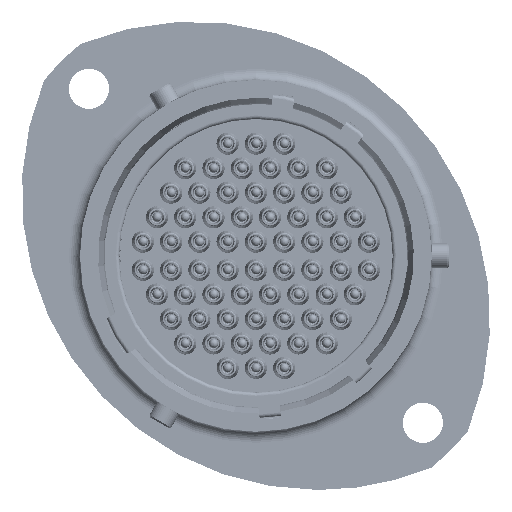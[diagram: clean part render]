
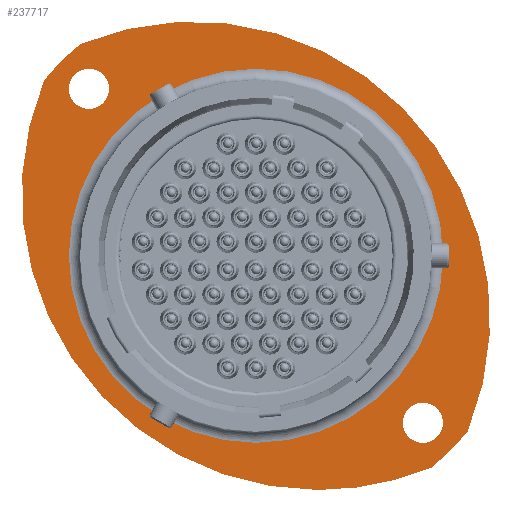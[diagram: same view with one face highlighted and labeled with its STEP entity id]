
A CAD part, left-side view. The second image highlights one B-rep face of the part: STEP entity #237717.
In plain terms, the highlighted planar face has unit normal (-1, 0, 0).
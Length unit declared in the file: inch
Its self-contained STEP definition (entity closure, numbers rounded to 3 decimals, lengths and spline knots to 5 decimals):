
#1000 = DIRECTION ( 'NONE',  ( 0., 0., -1. ) ) ;
#11088 = ORIENTED_EDGE ( 'NONE', *, *, #94414, .T. ) ;
#17139 = CIRCLE ( 'NONE', #144991, 0.06398 ) ;
#19836 = VERTEX_POINT ( 'NONE', #64510 ) ;
#21301 = CIRCLE ( 'NONE', #255501, 0.94488 ) ;
#26400 = CARTESIAN_POINT ( 'NONE',  ( 0.62913, -0.55865, -0.67473 ) ) ;
#30945 = FACE_BOUND ( 'NONE', #222568, .T. ) ;
#34677 = CARTESIAN_POINT ( 'NONE',  ( 0.62913, -0.19905, 0.19905 ) ) ;
#35892 = CARTESIAN_POINT ( 'NONE',  ( 0.62913, 0., 0. ) ) ;
#42600 = CARTESIAN_POINT ( 'NONE',  ( 0.62913, -0.19905, -0.74583 ) ) ;
#46696 = CIRCLE ( 'NONE', #231556, 0.59567 ) ;
#48787 = DIRECTION ( 'NONE',  ( -1., 0., 0. ) ) ;
#54772 = CARTESIAN_POINT ( 'NONE',  ( 0.62913, -0.53172, -0.53172 ) ) ;
#55045 = DIRECTION ( 'NONE',  ( 0., 0., -1. ) ) ;
#56264 = DIRECTION ( 'NONE',  ( 0., 0., 1. ) ) ;
#56323 = CARTESIAN_POINT ( 'NONE',  ( 0.62913, 0.53172, 0.53172 ) ) ;
#60475 = CARTESIAN_POINT ( 'NONE',  ( 0.62913, 0., 0. ) ) ;
#64510 = CARTESIAN_POINT ( 'NONE',  ( 0.62913, -0.67473, -0.55865 ) ) ;
#64722 = AXIS2_PLACEMENT_3D ( 'NONE', #203769, #82428, #224200 ) ;
#67911 = DIRECTION ( 'NONE',  ( 1., 0., 0. ) ) ;
#70395 = EDGE_CURVE ( 'NONE', #248196, #243348, #46696, .T. ) ;
#75099 = DIRECTION ( 'NONE',  ( 0., 0., -1. ) ) ;
#76036 = AXIS2_PLACEMENT_3D ( 'NONE', #170227, #48787, #190605 ) ;
#76636 = DIRECTION ( 'NONE',  ( 0., 0., -1. ) ) ;
#80788 = DIRECTION ( 'NONE',  ( 0., 0., 1. ) ) ;
#81099 = EDGE_CURVE ( 'NONE', #237205, #180732, #183044, .T. ) ;
#81343 = VERTEX_POINT ( 'NONE', #248580 ) ;
#82428 = DIRECTION ( 'NONE',  ( -1., 0., 0. ) ) ;
#86269 = ORIENTED_EDGE ( 'NONE', *, *, #211245, .T. ) ;
#90401 = CARTESIAN_POINT ( 'NONE',  ( 0.62913, -0.53172, -0.5957 ) ) ;
#92149 = ORIENTED_EDGE ( 'NONE', *, *, #70395, .T. ) ;
#92215 = CIRCLE ( 'NONE', #196883, 0.59567 ) ;
#93027 = DIRECTION ( 'NONE',  ( -1., 0., 0. ) ) ;
#94414 = EDGE_CURVE ( 'NONE', #208225, #81343, #160247, .T. ) ;
#100536 = CARTESIAN_POINT ( 'NONE',  ( 0.62913, 0.53172, 0.53172 ) ) ;
#101138 = PLANE ( 'NONE',  #102519 ) ;
#102015 = CARTESIAN_POINT ( 'NONE',  ( 0.62913, 0., 0. ) ) ;
#102519 = AXIS2_PLACEMENT_3D ( 'NONE', #243813, #122473, #1000 ) ;
#103644 = EDGE_CURVE ( 'NONE', #119482, #170239, #21301, .T. ) ;
#104416 = EDGE_LOOP ( 'NONE', ( #86269, #124869, #237634, #182994, #11088 ) ) ;
#104994 = AXIS2_PLACEMENT_3D ( 'NONE', #54772, #196508, #75099 ) ;
#106341 = CARTESIAN_POINT ( 'NONE',  ( 0.62913, 0.53172, 0.46775 ) ) ;
#116753 = EDGE_CURVE ( 'NONE', #180732, #237205, #171205, .T. ) ;
#119482 = VERTEX_POINT ( 'NONE', #42600 ) ;
#120953 = DIRECTION ( 'NONE',  ( 0., 0., -1. ) ) ;
#121213 = CIRCLE ( 'NONE', #64722, 0.94488 ) ;
#122473 = DIRECTION ( 'NONE',  ( 1., 0., 0. ) ) ;
#122482 = DIRECTION ( 'NONE',  ( 0., 0., -1. ) ) ;
#122793 = CARTESIAN_POINT ( 'NONE',  ( 0.62913, -0.53172, -0.46775 ) ) ;
#124869 = ORIENTED_EDGE ( 'NONE', *, *, #103644, .T. ) ;
#127725 = CIRCLE ( 'NONE', #245450, 0.94488 ) ;
#129868 = VERTEX_POINT ( 'NONE', #147840 ) ;
#130988 = AXIS2_PLACEMENT_3D ( 'NONE', #35892, #177719, #56264 ) ;
#144991 = AXIS2_PLACEMENT_3D ( 'NONE', #100536, #242305, #120953 ) ;
#147840 = CARTESIAN_POINT ( 'NONE',  ( 0.62913, 0.53172, 0.5957 ) ) ;
#157031 = CIRCLE ( 'NONE', #234614, 0.06398 ) ;
#160247 = CIRCLE ( 'NONE', #171607, 0.87598 ) ;
#163620 = CARTESIAN_POINT ( 'NONE',  ( 0.62913, 0., 0.59567 ) ) ;
#165970 = ORIENTED_EDGE ( 'NONE', *, *, #116753, .F. ) ;
#170227 = CARTESIAN_POINT ( 'NONE',  ( 0.62913, -0.53172, -0.53172 ) ) ;
#170239 = VERTEX_POINT ( 'NONE', #26400 ) ;
#171205 = CIRCLE ( 'NONE', #76036, 0.06398 ) ;
#171607 = AXIS2_PLACEMENT_3D ( 'NONE', #60475, #202132, #80788 ) ;
#175744 = EDGE_CURVE ( 'NONE', #170239, #19836, #206538, .T. ) ;
#176489 = DIRECTION ( 'NONE',  ( -1., 0., 0. ) ) ;
#177719 = DIRECTION ( 'NONE',  ( -1., 0., 0. ) ) ;
#180732 = VERTEX_POINT ( 'NONE', #90401 ) ;
#182994 = ORIENTED_EDGE ( 'NONE', *, *, #233785, .T. ) ;
#183044 = CIRCLE ( 'NONE', #104994, 0.06398 ) ;
#185156 = ORIENTED_EDGE ( 'NONE', *, *, #200789, .T. ) ;
#186404 = FACE_OUTER_BOUND ( 'NONE', #104416, .T. ) ;
#189375 = CARTESIAN_POINT ( 'NONE',  ( 0.62913, 0., 0. ) ) ;
#190605 = DIRECTION ( 'NONE',  ( 0., 0., -1. ) ) ;
#196508 = DIRECTION ( 'NONE',  ( -1., 0., 0. ) ) ;
#196883 = AXIS2_PLACEMENT_3D ( 'NONE', #102015, #243826, #122482 ) ;
#198028 = DIRECTION ( 'NONE',  ( -1., 0., 0. ) ) ;
#200789 = EDGE_CURVE ( 'NONE', #243348, #248196, #92215, .T. ) ;
#202132 = DIRECTION ( 'NONE',  ( -1., 0., 0. ) ) ;
#203769 = CARTESIAN_POINT ( 'NONE',  ( 0.62913, -0.19905, 0.19905 ) ) ;
#206538 = CIRCLE ( 'NONE', #130988, 0.87598 ) ;
#208225 = VERTEX_POINT ( 'NONE', #260576 ) ;
#209580 = DIRECTION ( 'NONE',  ( 0., 0., -1. ) ) ;
#209877 = EDGE_LOOP ( 'NONE', ( #92149, #185156 ) ) ;
#211245 = EDGE_CURVE ( 'NONE', #81343, #119482, #121213, .T. ) ;
#212923 = ORIENTED_EDGE ( 'NONE', *, *, #81099, .F. ) ;
#214365 = CARTESIAN_POINT ( 'NONE',  ( 0.62913, 0.19905, -0.19905 ) ) ;
#222568 = EDGE_LOOP ( 'NONE', ( #246592, #228603 ) ) ;
#224200 = DIRECTION ( 'NONE',  ( 0., 0., -1. ) ) ;
#225811 = VERTEX_POINT ( 'NONE', #106341 ) ;
#228603 = ORIENTED_EDGE ( 'NONE', *, *, #247709, .F. ) ;
#228683 = EDGE_LOOP ( 'NONE', ( #165970, #212923 ) ) ;
#231556 = AXIS2_PLACEMENT_3D ( 'NONE', #189375, #67911, #209580 ) ;
#233785 = EDGE_CURVE ( 'NONE', #19836, #208225, #127725, .T. ) ;
#234614 = AXIS2_PLACEMENT_3D ( 'NONE', #56323, #198028, #76636 ) ;
#234764 = DIRECTION ( 'NONE',  ( 0., 0., -1. ) ) ;
#237205 = VERTEX_POINT ( 'NONE', #122793 ) ;
#237634 = ORIENTED_EDGE ( 'NONE', *, *, #175744, .T. ) ;
#237717 = ADVANCED_FACE ( 'NONE', ( #30945, #246545, #240200, #186404 ), #101138, .F. ) ;
#240200 = FACE_BOUND ( 'NONE', #209877, .T. ) ;
#241543 = EDGE_CURVE ( 'NONE', #225811, #129868, #17139, .T. ) ;
#242305 = DIRECTION ( 'NONE',  ( -1., 0., 0. ) ) ;
#243348 = VERTEX_POINT ( 'NONE', #163620 ) ;
#243813 = CARTESIAN_POINT ( 'NONE',  ( 0.62913, 0.56024, 0. ) ) ;
#243826 = DIRECTION ( 'NONE',  ( 1., 0., 0. ) ) ;
#245450 = AXIS2_PLACEMENT_3D ( 'NONE', #214365, #93027, #234764 ) ;
#246545 = FACE_BOUND ( 'NONE', #228683, .T. ) ;
#246592 = ORIENTED_EDGE ( 'NONE', *, *, #241543, .F. ) ;
#247709 = EDGE_CURVE ( 'NONE', #129868, #225811, #157031, .T. ) ;
#248196 = VERTEX_POINT ( 'NONE', #260694 ) ;
#248580 = CARTESIAN_POINT ( 'NONE',  ( 0.62913, 0.67473, 0.55865 ) ) ;
#255501 = AXIS2_PLACEMENT_3D ( 'NONE', #34677, #176489, #55045 ) ;
#260576 = CARTESIAN_POINT ( 'NONE',  ( 0.62913, 0.55865, 0.67473 ) ) ;
#260694 = CARTESIAN_POINT ( 'NONE',  ( 0.62913, 0., -0.59567 ) ) ;
